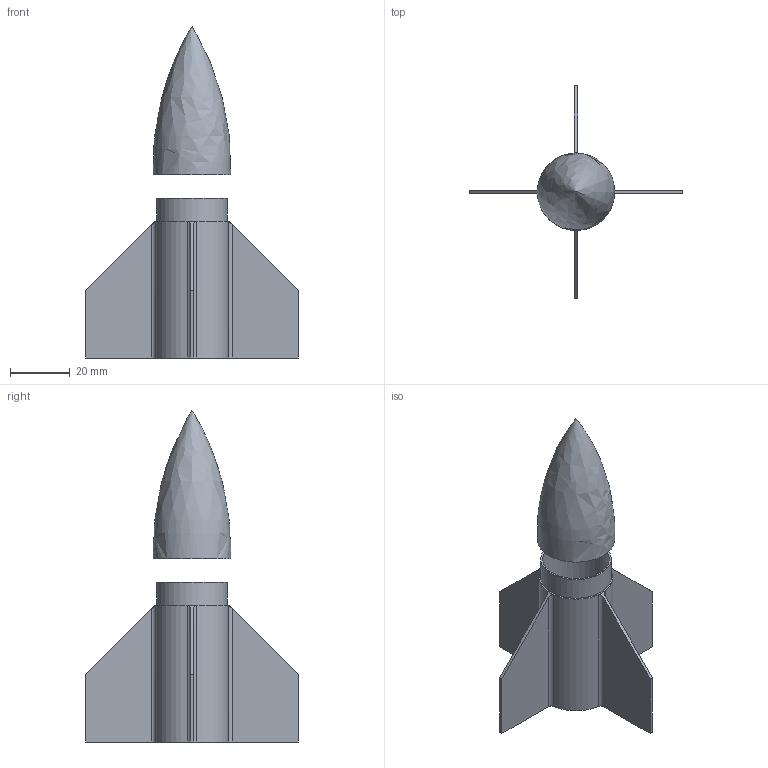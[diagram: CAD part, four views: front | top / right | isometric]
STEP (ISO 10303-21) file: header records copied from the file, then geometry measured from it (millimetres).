
FILE_DESCRIPTION(/* description */ (''),/* implementation_level */ '2;1');
FILE_NAME(/* name */ 'Vlad Rocket 9cone v1.step',/* time_stamp */ '2023-05-20T11:48:45-04:00',/* author */ (''),/* organization */ (''),/* preprocessor_version */ 'ST-DEVELOPER v19.2',/* originating_system */ 'Autodesk Translation Framework v12.4.0.73',/* authorisation */ '');
FILE_SCHEMA (('AUTOMOTIVE_DESIGN { 1 0 10303 214 3 1 1 }'));
Length unit declared in the file: inch
Products named in the file (1): Vlad Rocket 9cone
Bounding box: 71.12 x 71.12 x 110.99 mm (x, y, z)
Volume: 9931 mm3; surface area: 19952.7 mm2
Topology: 2 solids, 2 shells, 36 faces, 96 edges, 64 vertices
Faces by surface type: plane 20, cylinder 14, bspline 2
Full cylindrical faces by diameter (mm): 22.352 x1, 23.57 x1
Entity records: 1219 total; most frequent: CARTESIAN_POINT 247, DIRECTION 204, ORIENTED_EDGE 188, EDGE_CURVE 94, AXIS2_PLACEMENT_3D 75, VERTEX_POINT 64, LINE 54, VECTOR 54
